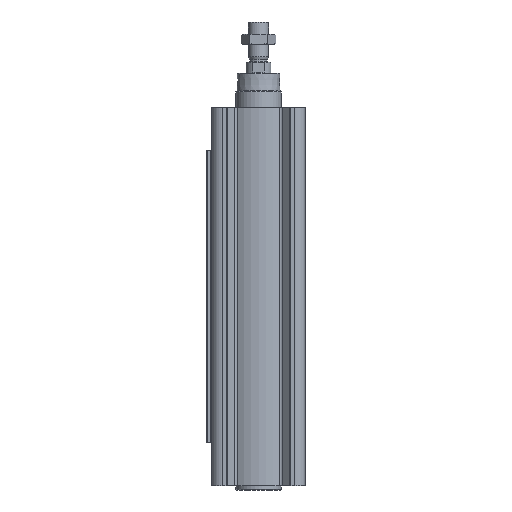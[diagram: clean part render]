
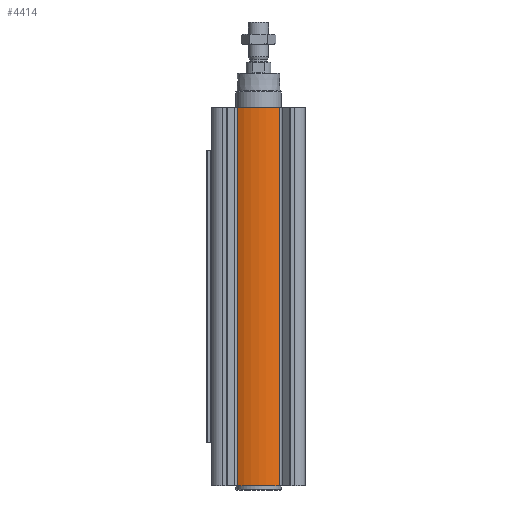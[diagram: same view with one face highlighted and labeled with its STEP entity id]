
A CAD part, left-side view. The second image highlights one B-rep face of the part: STEP entity #4414.
In plain terms, the highlighted cylindrical face has radius 43.5 mm (diameter 87 mm), a partial arc.
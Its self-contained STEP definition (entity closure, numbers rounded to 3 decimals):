
#131=LINE('',#6407,#316);
#132=LINE('',#6409,#317);
#316=VECTOR('',#5233,1000.);
#317=VECTOR('',#5236,1000.);
#598=CIRCLE('',#4667,43.5);
#618=CIRCLE('',#4695,43.5);
#889=ORIENTED_EDGE('',*,*,#1616,.T.);
#890=ORIENTED_EDGE('',*,*,#1683,.F.);
#891=ORIENTED_EDGE('',*,*,#1652,.F.);
#892=ORIENTED_EDGE('',*,*,#1682,.T.);
#1616=EDGE_CURVE('',#2023,#2022,#598,.T.);
#1652=EDGE_CURVE('',#2049,#2050,#618,.T.);
#1682=EDGE_CURVE('',#2049,#2023,#131,.T.);
#1683=EDGE_CURVE('',#2050,#2022,#132,.T.);
#2022=VERTEX_POINT('',#6276);
#2023=VERTEX_POINT('',#6278);
#2049=VERTEX_POINT('',#6347);
#2050=VERTEX_POINT('',#6349);
#2362=EDGE_LOOP('',(#889,#890,#891,#892));
#2699=FACE_BOUND('',#2362,.T.);
#3003=CYLINDRICAL_SURFACE('',#4715,43.5);
#4414=ADVANCED_FACE('',(#2699),#3003,.T.);
#4667=AXIS2_PLACEMENT_3D('',#6277,#5107,#5108);
#4695=AXIS2_PLACEMENT_3D('',#6348,#5179,#5180);
#4715=AXIS2_PLACEMENT_3D('',#6408,#5234,#5235);
#5107=DIRECTION('',(0.,0.,1.));
#5108=DIRECTION('',(1.,0.,0.));
#5179=DIRECTION('',(0.,0.,1.));
#5180=DIRECTION('',(1.,0.,0.));
#5233=DIRECTION('',(0.,0.,-1.));
#5234=DIRECTION('',(0.,0.,-1.));
#5235=DIRECTION('',(-1.,0.,0.));
#5236=DIRECTION('',(0.,0.,-1.));
#6276=CARTESIAN_POINT('',(-38.198,-20.812,-378.));
#6277=CARTESIAN_POINT('',(0.,0.,-378.));
#6278=CARTESIAN_POINT('',(-38.198,20.812,-378.));
#6347=CARTESIAN_POINT('',(-38.198,20.812,0.));
#6348=CARTESIAN_POINT('',(0.,0.,0.));
#6349=CARTESIAN_POINT('',(-38.198,-20.812,0.));
#6407=CARTESIAN_POINT('',(-38.198,20.812,0.));
#6408=CARTESIAN_POINT('',(0.,0.,0.));
#6409=CARTESIAN_POINT('',(-38.198,-20.812,0.));
